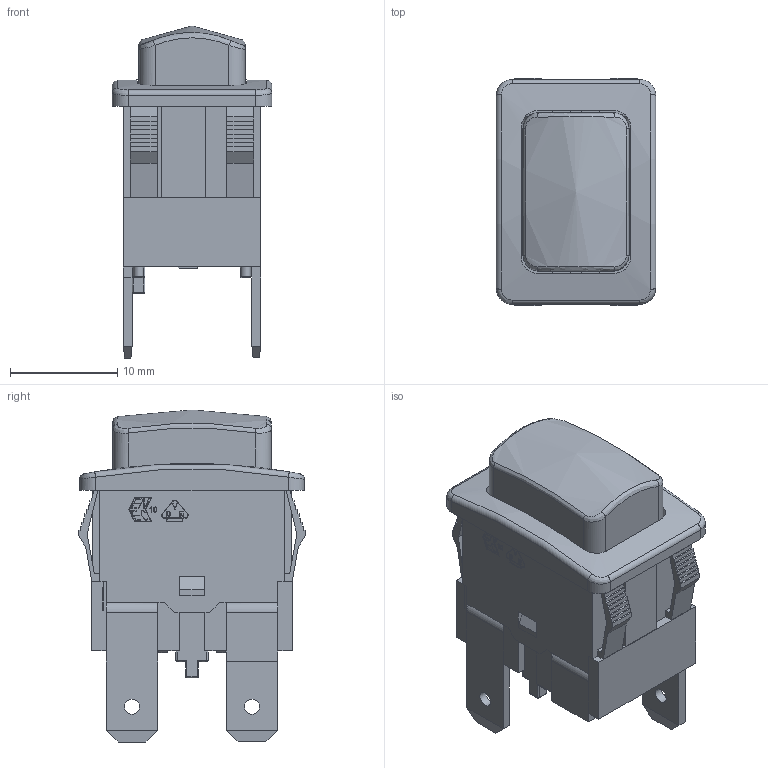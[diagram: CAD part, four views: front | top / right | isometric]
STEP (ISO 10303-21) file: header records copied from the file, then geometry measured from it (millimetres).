
FILE_DESCRIPTION(/* description */ (''),/* implementation_level */ '2;1');
FILE_NAME(/* name */ 'PA414Cxx00-1xx.stp',/* time_stamp */ '2026-01-18T18:45:53-06:00',/* author */ ('jmeyers'),/* organization */ (''),/* preprocessor_version */ 'ST-DEVELOPER v18.1',/* originating_system */ 'Autodesk Inventor 2022',/* authorisation */ '');
FILE_SCHEMA (('CONFIG_CONTROL_DESIGN','AUTOMOTIVE_DESIGN { 1 0 10303 214 3 1 1 }'));
Length unit declared in the file: inch
Products named in the file (1): Part53
Bounding box: 14.9 x 21.2 x 31 mm (x, y, z)
Volume: 2576.8 mm3; surface area: 5898.8 mm2
Topology: 1 solids, 1 shells, 1244 faces, 3577 edges, 2326 vertices
Faces by surface type: plane 928, bspline 182, cylinder 118, torus 8, sphere 8
Full cylindrical faces by diameter (mm): 0.95 x4, 1.4 x3, 2.5 x2, 3 x1
Entity records: 42119 total; most frequent: CARTESIAN_POINT 10400, ORIENTED_EDGE 7154, DIRECTION 5622, EDGE_CURVE 3577, LINE 2916, VECTOR 2916, VERTEX_POINT 2326, AXIS2_PLACEMENT_3D 1353
